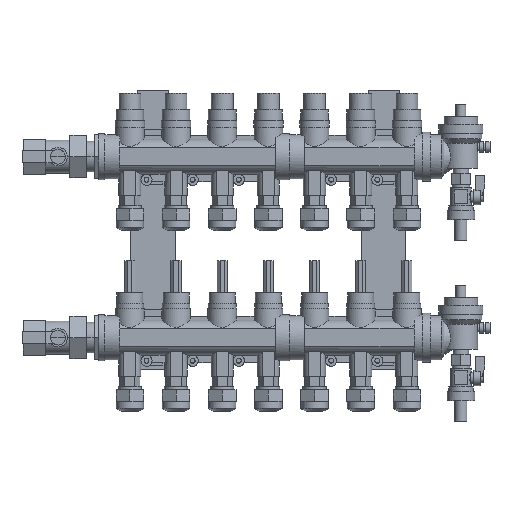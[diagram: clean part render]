
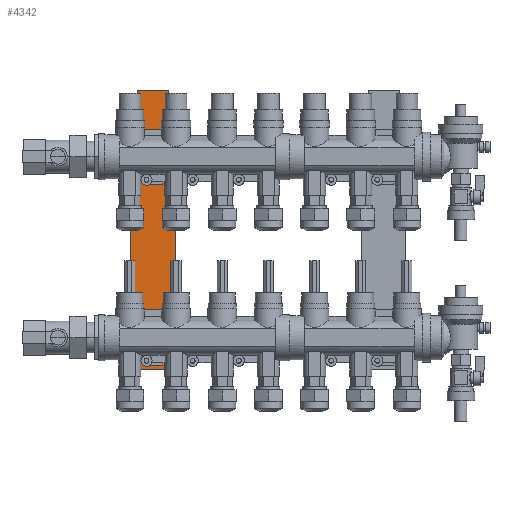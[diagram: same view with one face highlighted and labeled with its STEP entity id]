
A CAD part, top view. The second image highlights one B-rep face of the part: STEP entity #4342.
In plain terms, the highlighted planar face has unit normal (0, 0, 1).
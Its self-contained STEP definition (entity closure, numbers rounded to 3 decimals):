
#3913=CARTESIAN_POINT('Control Point',(42.,36.97,6.5)) ;
#3914=CARTESIAN_POINT('Control Point',(42.,71.97,6.5)) ;
#3915=CARTESIAN_POINT('Vertex',(42.,36.97,6.5)) ;
#3917=CARTESIAN_POINT('Vertex',(42.,71.97,6.5)) ;
#3949=CARTESIAN_POINT('Control Point',(49.,36.97,6.5)) ;
#3950=CARTESIAN_POINT('Control Point',(42.,36.97,6.5)) ;
#3951=CARTESIAN_POINT('Vertex',(49.,36.97,6.5)) ;
#3977=CARTESIAN_POINT('Control Point',(49.,-157.03,6.5)) ;
#3978=CARTESIAN_POINT('Control Point',(49.,36.97,6.5)) ;
#3979=CARTESIAN_POINT('Vertex',(49.,-157.03,6.5)) ;
#4005=CARTESIAN_POINT('Control Point',(42.,-157.03,6.5)) ;
#4006=CARTESIAN_POINT('Control Point',(49.,-157.03,6.5)) ;
#4007=CARTESIAN_POINT('Vertex',(42.,-157.03,6.5)) ;
#4033=CARTESIAN_POINT('Control Point',(42.,-230.03,6.5)) ;
#4034=CARTESIAN_POINT('Control Point',(42.,-157.03,6.5)) ;
#4035=CARTESIAN_POINT('Vertex',(42.,-230.03,6.5)) ;
#4061=CARTESIAN_POINT('Control Point',(8.,-230.03,6.5)) ;
#4062=CARTESIAN_POINT('Control Point',(42.,-230.03,6.5)) ;
#4063=CARTESIAN_POINT('Vertex',(8.,-230.03,6.5)) ;
#4089=CARTESIAN_POINT('Control Point',(8.,-157.03,6.5)) ;
#4090=CARTESIAN_POINT('Control Point',(8.,-230.03,6.5)) ;
#4091=CARTESIAN_POINT('Vertex',(8.,-157.03,6.5)) ;
#4117=CARTESIAN_POINT('Control Point',(1.,-157.03,6.5)) ;
#4118=CARTESIAN_POINT('Control Point',(8.,-157.03,6.5)) ;
#4119=CARTESIAN_POINT('Vertex',(1.,-157.03,6.5)) ;
#4145=CARTESIAN_POINT('Control Point',(1.,36.97,6.5)) ;
#4146=CARTESIAN_POINT('Control Point',(1.,-157.03,6.5)) ;
#4147=CARTESIAN_POINT('Vertex',(1.,36.97,6.5)) ;
#4173=CARTESIAN_POINT('Control Point',(8.,36.97,6.5)) ;
#4174=CARTESIAN_POINT('Control Point',(1.,36.97,6.5)) ;
#4175=CARTESIAN_POINT('Vertex',(8.,36.97,6.5)) ;
#4201=CARTESIAN_POINT('Control Point',(8.,71.97,6.5)) ;
#4202=CARTESIAN_POINT('Control Point',(8.,36.97,6.5)) ;
#4203=CARTESIAN_POINT('Vertex',(8.,71.97,6.5)) ;
#4229=CARTESIAN_POINT('Control Point',(42.,71.97,6.5)) ;
#4230=CARTESIAN_POINT('Control Point',(8.,71.97,6.5)) ;
#4263=CARTESIAN_POINT('Axis2P3D Location',(8.,71.97,6.5)) ;
#4283=CARTESIAN_POINT('Control Point',(35.5,-166.,6.5)) ;
#4284=CARTESIAN_POINT('Control Point',(14.5,-166.,6.5)) ;
#4285=CARTESIAN_POINT('Vertex',(35.5,-166.,6.5)) ;
#4287=CARTESIAN_POINT('Vertex',(14.5,-166.,6.5)) ;
#4291=CARTESIAN_POINT('Control Point',(35.5,-226.,6.5)) ;
#4292=CARTESIAN_POINT('Control Point',(35.5,-166.,6.5)) ;
#4293=CARTESIAN_POINT('Vertex',(35.5,-226.,6.5)) ;
#4297=CARTESIAN_POINT('Control Point',(14.5,-226.,6.5)) ;
#4298=CARTESIAN_POINT('Control Point',(35.5,-226.,6.5)) ;
#4299=CARTESIAN_POINT('Vertex',(14.5,-226.,6.5)) ;
#4303=CARTESIAN_POINT('Control Point',(14.5,-166.,6.5)) ;
#4304=CARTESIAN_POINT('Control Point',(14.5,-226.,6.5)) ;
#4313=CARTESIAN_POINT('Control Point',(35.5,30.,6.5)) ;
#4314=CARTESIAN_POINT('Control Point',(14.5,30.,6.5)) ;
#4315=CARTESIAN_POINT('Vertex',(35.5,30.,6.5)) ;
#4317=CARTESIAN_POINT('Vertex',(14.5,30.,6.5)) ;
#4321=CARTESIAN_POINT('Control Point',(35.5,-30.,6.5)) ;
#4322=CARTESIAN_POINT('Control Point',(35.5,30.,6.5)) ;
#4323=CARTESIAN_POINT('Vertex',(35.5,-30.,6.5)) ;
#4327=CARTESIAN_POINT('Control Point',(14.5,-30.,6.5)) ;
#4328=CARTESIAN_POINT('Control Point',(35.5,-30.,6.5)) ;
#4329=CARTESIAN_POINT('Vertex',(14.5,-30.,6.5)) ;
#4333=CARTESIAN_POINT('Control Point',(14.5,30.,6.5)) ;
#4334=CARTESIAN_POINT('Control Point',(14.5,-30.,6.5)) ;
#4264=DIRECTION('Axis2P3D Direction',(0.,0.,1.)) ;
#4265=DIRECTION('Axis2P3D XDirection',(-1.,0.,0.)) ;
#4266=AXIS2_PLACEMENT_3D('Plane Axis2P3D',#4263,#4264,#4265) ;
#4267=PLANE('',#4266) ;
#4311=FACE_BOUND('',#4306,.T.) ;
#4341=FACE_BOUND('',#4336,.T.) ;
#3919=EDGE_CURVE('',#3916,#3918,#3912,.T.) ;
#3953=EDGE_CURVE('',#3952,#3916,#3948,.T.) ;
#3981=EDGE_CURVE('',#3980,#3952,#3976,.T.) ;
#4009=EDGE_CURVE('',#4008,#3980,#4004,.T.) ;
#4037=EDGE_CURVE('',#4036,#4008,#4032,.T.) ;
#4065=EDGE_CURVE('',#4064,#4036,#4060,.T.) ;
#4093=EDGE_CURVE('',#4092,#4064,#4088,.T.) ;
#4121=EDGE_CURVE('',#4120,#4092,#4116,.T.) ;
#4149=EDGE_CURVE('',#4148,#4120,#4144,.T.) ;
#4177=EDGE_CURVE('',#4176,#4148,#4172,.T.) ;
#4205=EDGE_CURVE('',#4204,#4176,#4200,.T.) ;
#4231=EDGE_CURVE('',#3918,#4204,#4228,.T.) ;
#4289=EDGE_CURVE('',#4286,#4288,#4282,.T.) ;
#4295=EDGE_CURVE('',#4294,#4286,#4290,.T.) ;
#4301=EDGE_CURVE('',#4300,#4294,#4296,.T.) ;
#4305=EDGE_CURVE('',#4288,#4300,#4302,.T.) ;
#4319=EDGE_CURVE('',#4316,#4318,#4312,.T.) ;
#4325=EDGE_CURVE('',#4324,#4316,#4320,.T.) ;
#4331=EDGE_CURVE('',#4330,#4324,#4326,.T.) ;
#4335=EDGE_CURVE('',#4318,#4330,#4332,.T.) ;
#4269=ORIENTED_EDGE('',*,*,#4231,.T.) ;
#4270=ORIENTED_EDGE('',*,*,#4205,.T.) ;
#4271=ORIENTED_EDGE('',*,*,#4177,.T.) ;
#4272=ORIENTED_EDGE('',*,*,#4149,.T.) ;
#4273=ORIENTED_EDGE('',*,*,#4121,.T.) ;
#4274=ORIENTED_EDGE('',*,*,#4093,.T.) ;
#4275=ORIENTED_EDGE('',*,*,#4065,.T.) ;
#4276=ORIENTED_EDGE('',*,*,#4037,.T.) ;
#4277=ORIENTED_EDGE('',*,*,#4009,.T.) ;
#4278=ORIENTED_EDGE('',*,*,#3981,.T.) ;
#4279=ORIENTED_EDGE('',*,*,#3953,.T.) ;
#4280=ORIENTED_EDGE('',*,*,#3919,.T.) ;
#4307=ORIENTED_EDGE('',*,*,#4289,.F.) ;
#4308=ORIENTED_EDGE('',*,*,#4295,.F.) ;
#4309=ORIENTED_EDGE('',*,*,#4301,.F.) ;
#4310=ORIENTED_EDGE('',*,*,#4305,.F.) ;
#4337=ORIENTED_EDGE('',*,*,#4319,.F.) ;
#4338=ORIENTED_EDGE('',*,*,#4325,.F.) ;
#4339=ORIENTED_EDGE('',*,*,#4331,.F.) ;
#4340=ORIENTED_EDGE('',*,*,#4335,.F.) ;
#4268=EDGE_LOOP('',(#4269,#4270,#4271,#4272,#4273,#4274,#4275,#4276,#4277,#4278,#4279,#4280)) ;
#4306=EDGE_LOOP('',(#4307,#4308,#4309,#4310)) ;
#4336=EDGE_LOOP('',(#4337,#4338,#4339,#4340)) ;
#3916=VERTEX_POINT('',#3915) ;
#3918=VERTEX_POINT('',#3917) ;
#3952=VERTEX_POINT('',#3951) ;
#3980=VERTEX_POINT('',#3979) ;
#4008=VERTEX_POINT('',#4007) ;
#4036=VERTEX_POINT('',#4035) ;
#4064=VERTEX_POINT('',#4063) ;
#4092=VERTEX_POINT('',#4091) ;
#4120=VERTEX_POINT('',#4119) ;
#4148=VERTEX_POINT('',#4147) ;
#4176=VERTEX_POINT('',#4175) ;
#4204=VERTEX_POINT('',#4203) ;
#4286=VERTEX_POINT('',#4285) ;
#4288=VERTEX_POINT('',#4287) ;
#4294=VERTEX_POINT('',#4293) ;
#4300=VERTEX_POINT('',#4299) ;
#4316=VERTEX_POINT('',#4315) ;
#4318=VERTEX_POINT('',#4317) ;
#4324=VERTEX_POINT('',#4323) ;
#4330=VERTEX_POINT('',#4329) ;
#4342=ADVANCED_FACE('Solid1',(#4281,#4311,#4341),#4267,.T.) ;
#3912=B_SPLINE_CURVE_WITH_KNOTS('',1,(#3913,#3914),.UNSPECIFIED.,.F.,.U.,(2,2),(0.,35.),.UNSPECIFIED.) ;
#3948=B_SPLINE_CURVE_WITH_KNOTS('',1,(#3949,#3950),.UNSPECIFIED.,.F.,.U.,(2,2),(0.,7.),.UNSPECIFIED.) ;
#3976=B_SPLINE_CURVE_WITH_KNOTS('',1,(#3977,#3978),.UNSPECIFIED.,.F.,.U.,(2,2),(0.,194.),.UNSPECIFIED.) ;
#4004=B_SPLINE_CURVE_WITH_KNOTS('',1,(#4005,#4006),.UNSPECIFIED.,.F.,.U.,(2,2),(0.,7.),.UNSPECIFIED.) ;
#4032=B_SPLINE_CURVE_WITH_KNOTS('',1,(#4033,#4034),.UNSPECIFIED.,.F.,.U.,(2,2),(0.,73.),.UNSPECIFIED.) ;
#4060=B_SPLINE_CURVE_WITH_KNOTS('',1,(#4061,#4062),.UNSPECIFIED.,.F.,.U.,(2,2),(0.,34.),.UNSPECIFIED.) ;
#4088=B_SPLINE_CURVE_WITH_KNOTS('',1,(#4089,#4090),.UNSPECIFIED.,.F.,.U.,(2,2),(0.,73.),.UNSPECIFIED.) ;
#4116=B_SPLINE_CURVE_WITH_KNOTS('',1,(#4117,#4118),.UNSPECIFIED.,.F.,.U.,(2,2),(0.,7.),.UNSPECIFIED.) ;
#4144=B_SPLINE_CURVE_WITH_KNOTS('',1,(#4145,#4146),.UNSPECIFIED.,.F.,.U.,(2,2),(0.,194.),.UNSPECIFIED.) ;
#4172=B_SPLINE_CURVE_WITH_KNOTS('',1,(#4173,#4174),.UNSPECIFIED.,.F.,.U.,(2,2),(0.,7.),.UNSPECIFIED.) ;
#4200=B_SPLINE_CURVE_WITH_KNOTS('',1,(#4201,#4202),.UNSPECIFIED.,.F.,.U.,(2,2),(0.,35.),.UNSPECIFIED.) ;
#4228=B_SPLINE_CURVE_WITH_KNOTS('',1,(#4229,#4230),.UNSPECIFIED.,.F.,.U.,(2,2),(0.,34.),.UNSPECIFIED.) ;
#4282=B_SPLINE_CURVE_WITH_KNOTS('',1,(#4283,#4284),.UNSPECIFIED.,.F.,.U.,(2,2),(0.,21.),.UNSPECIFIED.) ;
#4290=B_SPLINE_CURVE_WITH_KNOTS('',1,(#4291,#4292),.UNSPECIFIED.,.F.,.U.,(2,2),(0.,60.),.UNSPECIFIED.) ;
#4296=B_SPLINE_CURVE_WITH_KNOTS('',1,(#4297,#4298),.UNSPECIFIED.,.F.,.U.,(2,2),(0.,21.),.UNSPECIFIED.) ;
#4302=B_SPLINE_CURVE_WITH_KNOTS('',1,(#4303,#4304),.UNSPECIFIED.,.F.,.U.,(2,2),(0.,60.),.UNSPECIFIED.) ;
#4312=B_SPLINE_CURVE_WITH_KNOTS('',1,(#4313,#4314),.UNSPECIFIED.,.F.,.U.,(2,2),(0.,21.),.UNSPECIFIED.) ;
#4320=B_SPLINE_CURVE_WITH_KNOTS('',1,(#4321,#4322),.UNSPECIFIED.,.F.,.U.,(2,2),(0.,60.),.UNSPECIFIED.) ;
#4326=B_SPLINE_CURVE_WITH_KNOTS('',1,(#4327,#4328),.UNSPECIFIED.,.F.,.U.,(2,2),(0.,21.),.UNSPECIFIED.) ;
#4332=B_SPLINE_CURVE_WITH_KNOTS('',1,(#4333,#4334),.UNSPECIFIED.,.F.,.U.,(2,2),(0.,60.),.UNSPECIFIED.) ;
#4281=FACE_OUTER_BOUND('',#4268,.T.) ;
